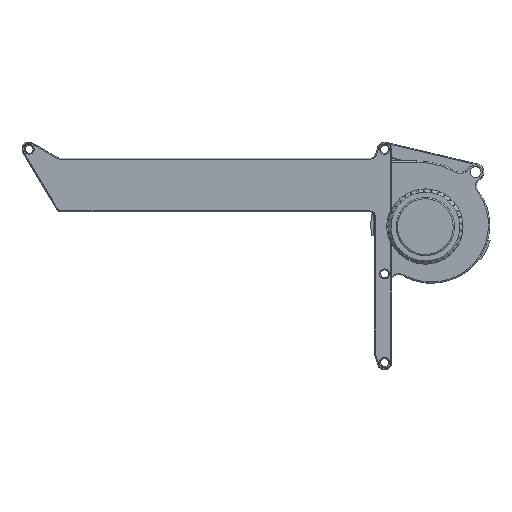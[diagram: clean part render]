
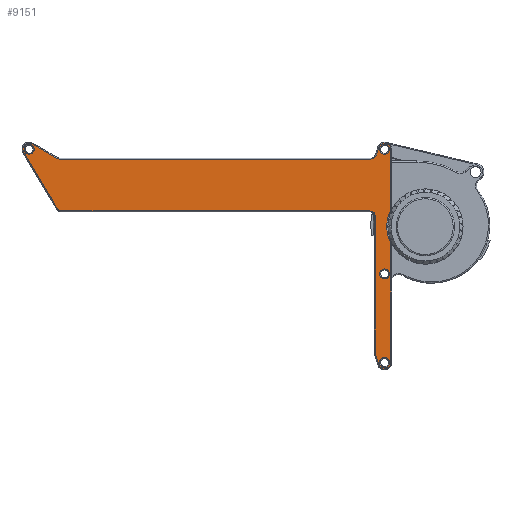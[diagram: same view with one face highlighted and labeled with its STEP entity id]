
A CAD part, top view. The second image highlights one B-rep face of the part: STEP entity #9151.
In plain terms, the highlighted face is planar.
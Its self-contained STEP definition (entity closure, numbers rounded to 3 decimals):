
#469=FACE_BOUND('',#2781,.T.);
#470=FACE_BOUND('',#2782,.T.);
#471=FACE_BOUND('',#2783,.T.);
#472=FACE_BOUND('',#2784,.T.);
#522=PLANE('',#9939);
#879=LINE('',#14848,#1499);
#880=LINE('',#14852,#1500);
#881=LINE('',#14856,#1501);
#882=LINE('',#14860,#1502);
#883=LINE('',#14868,#1503);
#884=LINE('',#14872,#1504);
#885=LINE('',#14876,#1505);
#886=LINE('',#14880,#1506);
#887=LINE('',#14884,#1507);
#1499=VECTOR('',#11459,10.);
#1500=VECTOR('',#11462,10.);
#1501=VECTOR('',#11465,10.);
#1502=VECTOR('',#11468,10.);
#1503=VECTOR('',#11475,10.);
#1504=VECTOR('',#11478,10.);
#1505=VECTOR('',#11481,10.);
#1506=VECTOR('',#11484,10.);
#1507=VECTOR('',#11487,10.);
#2252=FACE_OUTER_BOUND('',#2780,.T.);
#2780=EDGE_LOOP('',(#6701,#6702,#6703,#6704,#6705,#6706,#6707,#6708,#6709,
#6710,#6711,#6712,#6713,#6714,#6715,#6716,#6717,#6718,#6719,#6720));
#2781=EDGE_LOOP('',(#6721));
#2782=EDGE_LOOP('',(#6722));
#2783=EDGE_LOOP('',(#6723));
#2784=EDGE_LOOP('',(#6724));
#3391=CIRCLE('',#9937,2.1);
#3393=CIRCLE('',#9940,2.4);
#3394=CIRCLE('',#9941,1.6);
#3395=CIRCLE('',#9942,2.6);
#3396=CIRCLE('',#9943,1.6);
#3397=CIRCLE('',#9944,16.3);
#3398=CIRCLE('',#9945,1.6);
#3399=CIRCLE('',#9946,2.6);
#3400=CIRCLE('',#9947,2.4);
#3401=CIRCLE('',#9948,2.4);
#3402=CIRCLE('',#9949,2.6);
#3403=CIRCLE('',#9950,1.6);
#3404=CIRCLE('',#9951,2.1);
#3405=CIRCLE('',#9952,2.1);
#3406=CIRCLE('',#9953,2.1);
#4271=VERTEX_POINT('',#14840);
#4273=VERTEX_POINT('',#14846);
#4274=VERTEX_POINT('',#14847);
#4275=VERTEX_POINT('',#14849);
#4276=VERTEX_POINT('',#14851);
#4277=VERTEX_POINT('',#14853);
#4278=VERTEX_POINT('',#14855);
#4279=VERTEX_POINT('',#14857);
#4280=VERTEX_POINT('',#14859);
#4281=VERTEX_POINT('',#14861);
#4282=VERTEX_POINT('',#14863);
#4283=VERTEX_POINT('',#14865);
#4284=VERTEX_POINT('',#14867);
#4285=VERTEX_POINT('',#14869);
#4286=VERTEX_POINT('',#14871);
#4287=VERTEX_POINT('',#14873);
#4288=VERTEX_POINT('',#14875);
#4289=VERTEX_POINT('',#14877);
#4290=VERTEX_POINT('',#14879);
#4291=VERTEX_POINT('',#14881);
#4292=VERTEX_POINT('',#14883);
#4293=VERTEX_POINT('',#14886);
#4294=VERTEX_POINT('',#14888);
#4295=VERTEX_POINT('',#14890);
#5201=EDGE_CURVE('',#4271,#4271,#3391,.T.);
#5204=EDGE_CURVE('',#4273,#4274,#879,.T.);
#5205=EDGE_CURVE('',#4275,#4273,#3393,.T.);
#5206=EDGE_CURVE('',#4276,#4275,#880,.T.);
#5207=EDGE_CURVE('',#4277,#4276,#3394,.T.);
#5208=EDGE_CURVE('',#4278,#4277,#881,.T.);
#5209=EDGE_CURVE('',#4279,#4278,#3395,.T.);
#5210=EDGE_CURVE('',#4280,#4279,#882,.T.);
#5211=EDGE_CURVE('',#4281,#4280,#3396,.T.);
#5212=EDGE_CURVE('',#4282,#4281,#3397,.T.);
#5213=EDGE_CURVE('',#4283,#4282,#3398,.T.);
#5214=EDGE_CURVE('',#4284,#4283,#883,.T.);
#5215=EDGE_CURVE('',#4285,#4284,#3399,.T.);
#5216=EDGE_CURVE('',#4286,#4285,#884,.T.);
#5217=EDGE_CURVE('',#4287,#4286,#3400,.T.);
#5218=EDGE_CURVE('',#4288,#4287,#885,.T.);
#5219=EDGE_CURVE('',#4289,#4288,#3401,.T.);
#5220=EDGE_CURVE('',#4290,#4289,#886,.T.);
#5221=EDGE_CURVE('',#4291,#4290,#3402,.T.);
#5222=EDGE_CURVE('',#4292,#4291,#887,.T.);
#5223=EDGE_CURVE('',#4274,#4292,#3403,.T.);
#5224=EDGE_CURVE('',#4293,#4293,#3404,.T.);
#5225=EDGE_CURVE('',#4294,#4294,#3405,.T.);
#5226=EDGE_CURVE('',#4295,#4295,#3406,.T.);
#6701=ORIENTED_EDGE('',*,*,#5204,.F.);
#6702=ORIENTED_EDGE('',*,*,#5205,.F.);
#6703=ORIENTED_EDGE('',*,*,#5206,.F.);
#6704=ORIENTED_EDGE('',*,*,#5207,.F.);
#6705=ORIENTED_EDGE('',*,*,#5208,.F.);
#6706=ORIENTED_EDGE('',*,*,#5209,.F.);
#6707=ORIENTED_EDGE('',*,*,#5210,.F.);
#6708=ORIENTED_EDGE('',*,*,#5211,.F.);
#6709=ORIENTED_EDGE('',*,*,#5212,.F.);
#6710=ORIENTED_EDGE('',*,*,#5213,.F.);
#6711=ORIENTED_EDGE('',*,*,#5214,.F.);
#6712=ORIENTED_EDGE('',*,*,#5215,.F.);
#6713=ORIENTED_EDGE('',*,*,#5216,.F.);
#6714=ORIENTED_EDGE('',*,*,#5217,.F.);
#6715=ORIENTED_EDGE('',*,*,#5218,.F.);
#6716=ORIENTED_EDGE('',*,*,#5219,.F.);
#6717=ORIENTED_EDGE('',*,*,#5220,.F.);
#6718=ORIENTED_EDGE('',*,*,#5221,.F.);
#6719=ORIENTED_EDGE('',*,*,#5222,.F.);
#6720=ORIENTED_EDGE('',*,*,#5223,.F.);
#6721=ORIENTED_EDGE('',*,*,#5224,.F.);
#6722=ORIENTED_EDGE('',*,*,#5225,.F.);
#6723=ORIENTED_EDGE('',*,*,#5226,.F.);
#6724=ORIENTED_EDGE('',*,*,#5201,.F.);
#9151=ADVANCED_FACE('',(#2252,#469,#470,#471,#472),#522,.T.);
#9937=AXIS2_PLACEMENT_3D('',#14841,#11452,#11453);
#9939=AXIS2_PLACEMENT_3D('',#14845,#11457,#11458);
#9940=AXIS2_PLACEMENT_3D('',#14850,#11460,#11461);
#9941=AXIS2_PLACEMENT_3D('',#14854,#11463,#11464);
#9942=AXIS2_PLACEMENT_3D('',#14858,#11466,#11467);
#9943=AXIS2_PLACEMENT_3D('',#14862,#11469,#11470);
#9944=AXIS2_PLACEMENT_3D('',#14864,#11471,#11472);
#9945=AXIS2_PLACEMENT_3D('',#14866,#11473,#11474);
#9946=AXIS2_PLACEMENT_3D('',#14870,#11476,#11477);
#9947=AXIS2_PLACEMENT_3D('',#14874,#11479,#11480);
#9948=AXIS2_PLACEMENT_3D('',#14878,#11482,#11483);
#9949=AXIS2_PLACEMENT_3D('',#14882,#11485,#11486);
#9950=AXIS2_PLACEMENT_3D('',#14885,#11488,#11489);
#9951=AXIS2_PLACEMENT_3D('',#14887,#11490,#11491);
#9952=AXIS2_PLACEMENT_3D('',#14889,#11492,#11493);
#9953=AXIS2_PLACEMENT_3D('',#14891,#11494,#11495);
#11452=DIRECTION('center_axis',(0.,-1.,0.));
#11453=DIRECTION('ref_axis',(-1.,0.,0.));
#11457=DIRECTION('center_axis',(0.,-1.,0.));
#11458=DIRECTION('ref_axis',(0.,0.,-1.));
#11459=DIRECTION('',(0.,0.,1.));
#11460=DIRECTION('center_axis',(0.,-1.,0.));
#11461=DIRECTION('ref_axis',(0.707,0.,-0.707));
#11462=DIRECTION('',(1.,0.,0.));
#11463=DIRECTION('center_axis',(0.,1.,0.));
#11464=DIRECTION('ref_axis',(-0.152,0.,0.988));
#11465=DIRECTION('',(0.954,0.,0.3));
#11466=DIRECTION('center_axis',(0.,1.,0.));
#11467=DIRECTION('ref_axis',(-0.3,0.,0.954));
#11468=DIRECTION('',(-1.,0.,0.));
#11469=DIRECTION('center_axis',(0.,1.,0.));
#11470=DIRECTION('ref_axis',(0.218,0.,-0.976));
#11471=DIRECTION('center_axis',(0.,-1.,0.));
#11472=DIRECTION('ref_axis',(-1.,0.,0.));
#11473=DIRECTION('center_axis',(0.,1.,0.));
#11474=DIRECTION('ref_axis',(-0.218,0.,-0.976));
#11475=DIRECTION('',(-1.,0.,0.));
#11476=DIRECTION('center_axis',(0.,1.,0.));
#11477=DIRECTION('ref_axis',(0.,0.,-1.));
#11478=DIRECTION('',(0.954,0.,-0.3));
#11479=DIRECTION('center_axis',(0.,-1.,0.));
#11480=DIRECTION('ref_axis',(-0.806,0.,-0.592));
#11481=DIRECTION('',(0.,0.,-1.));
#11482=DIRECTION('center_axis',(0.,-1.,0.));
#11483=DIRECTION('ref_axis',(-0.965,0.,0.261));
#11484=DIRECTION('',(-0.504,0.,-0.863));
#11485=DIRECTION('center_axis',(0.,1.,0.));
#11486=DIRECTION('ref_axis',(0.863,0.,-0.504));
#11487=DIRECTION('',(0.858,0.,0.513));
#11488=DIRECTION('center_axis',(0.,1.,0.));
#11489=DIRECTION('ref_axis',(-0.87,0.,0.493));
#11490=DIRECTION('center_axis',(0.,-1.,0.));
#11491=DIRECTION('ref_axis',(-1.,0.,0.));
#11492=DIRECTION('center_axis',(0.,-1.,0.));
#11493=DIRECTION('ref_axis',(-1.,0.,0.));
#11494=DIRECTION('center_axis',(0.,-1.,0.));
#11495=DIRECTION('ref_axis',(-1.,0.,0.));
#14840=CARTESIAN_POINT('',(17.155,-1.2,78.99));
#14841=CARTESIAN_POINT('Origin',(15.055,-1.2,78.99));
#14845=CARTESIAN_POINT('Origin',(0.,-1.2,0.));
#14846=CARTESIAN_POINT('',(-10.95,-1.2,-64.7));
#14847=CARTESIAN_POINT('',(-10.95,-1.2,65.565));
#14848=CARTESIAN_POINT('',(-10.95,-1.2,-33.35));
#14849=CARTESIAN_POINT('',(-13.35,-1.2,-67.1));
#14850=CARTESIAN_POINT('Origin',(-13.35,-1.2,-64.7));
#14851=CARTESIAN_POINT('',(-70.933,-1.2,-67.1));
#14852=CARTESIAN_POINT('',(-35.62,-1.2,-67.1));
#14853=CARTESIAN_POINT('',(-71.413,-1.2,-67.174));
#14854=CARTESIAN_POINT('Origin',(-70.933,-1.2,-68.7));
#14855=CARTESIAN_POINT('',(-75.725,-1.2,-68.53));
#14856=CARTESIAN_POINT('',(-31.464,-1.2,-54.612));
#14857=CARTESIAN_POINT('',(-74.945,-1.2,-73.61));
#14858=CARTESIAN_POINT('Origin',(-74.945,-1.2,-71.01));
#14859=CARTESIAN_POINT('',(-25.164,-1.2,-73.61));
#14860=CARTESIAN_POINT('',(-12.352,-1.2,-73.61));
#14861=CARTESIAN_POINT('',(-24.483,-1.2,-73.458));
#14862=CARTESIAN_POINT('Origin',(-25.164,-1.2,-72.01));
#14863=CARTESIAN_POINT('',(-10.617,-1.2,-73.458));
#14864=CARTESIAN_POINT('Origin',(-17.55,-1.2,-88.21));
#14865=CARTESIAN_POINT('',(-9.936,-1.2,-73.61));
#14866=CARTESIAN_POINT('Origin',(-9.936,-1.2,-72.01));
#14867=CARTESIAN_POINT('',(15.055,-1.2,-73.61));
#14868=CARTESIAN_POINT('',(7.527,-1.2,-73.61));
#14869=CARTESIAN_POINT('',(15.835,-1.2,-68.53));
#14870=CARTESIAN_POINT('Origin',(15.055,-1.2,-71.01));
#14871=CARTESIAN_POINT('',(12.63,-1.2,-67.522));
#14872=CARTESIAN_POINT('',(-3.477,-1.2,-62.457));
#14873=CARTESIAN_POINT('',(10.95,-1.2,-65.232));
#14874=CARTESIAN_POINT('Origin',(13.35,-1.2,-65.232));
#14875=CARTESIAN_POINT('',(10.95,-1.2,66.159));
#14876=CARTESIAN_POINT('',(10.95,-1.2,33.35));
#14877=CARTESIAN_POINT('',(11.278,-1.2,67.369));
#14878=CARTESIAN_POINT('Origin',(13.35,-1.2,66.159));
#14879=CARTESIAN_POINT('',(17.3,-1.2,77.679));
#14880=CARTESIAN_POINT('',(-1.817,-1.2,44.953));
#14881=CARTESIAN_POINT('',(13.721,-1.2,81.222));
#14882=CARTESIAN_POINT('Origin',(15.055,-1.2,78.99));
#14883=CARTESIAN_POINT('',(-10.171,-1.2,66.939));
#14884=CARTESIAN_POINT('',(-21.652,-1.2,60.075));
#14885=CARTESIAN_POINT('Origin',(-9.35,-1.2,65.565));
#14886=CARTESIAN_POINT('',(17.155,-1.2,-71.01));
#14887=CARTESIAN_POINT('Origin',(15.055,-1.2,-71.01));
#14888=CARTESIAN_POINT('',(-35.45,-1.2,-71.01));
#14889=CARTESIAN_POINT('Origin',(-37.55,-1.2,-71.01));
#14890=CARTESIAN_POINT('',(-72.845,-1.2,-71.01));
#14891=CARTESIAN_POINT('Origin',(-74.945,-1.2,-71.01));
